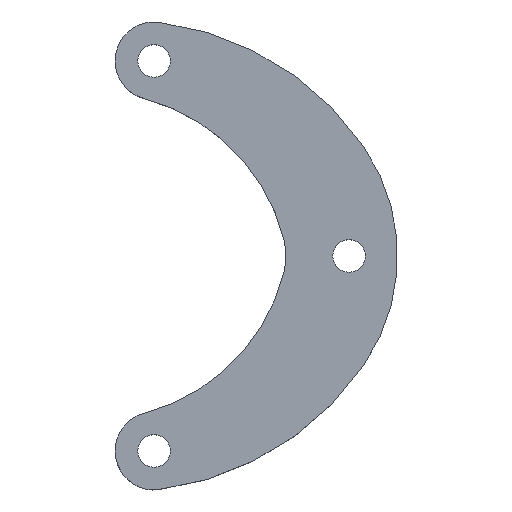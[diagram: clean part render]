
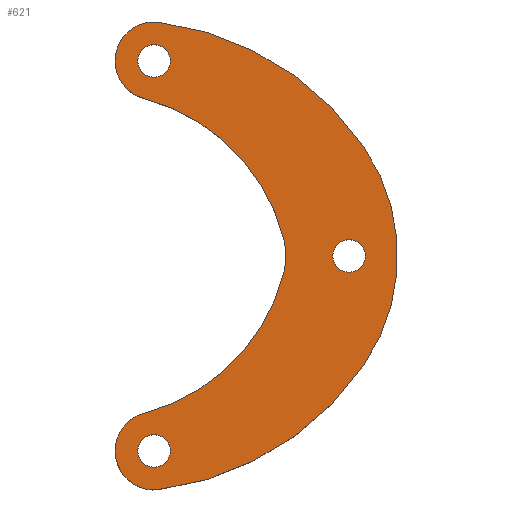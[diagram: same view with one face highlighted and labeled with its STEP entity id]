
A CAD part, top view. The second image highlights one B-rep face of the part: STEP entity #621.
In plain terms, the highlighted planar face has unit normal (0, 0, 1).
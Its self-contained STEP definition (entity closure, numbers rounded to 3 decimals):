
#3 = CARTESIAN_POINT ( 'NONE',  ( -99.214, 7.87, 222.5 ) ) ;
#18 = AXIS2_PLACEMENT_3D ( 'NONE', #639, #492, #278 ) ;
#25 = VERTEX_POINT ( 'NONE', #93 ) ;
#29 = AXIS2_PLACEMENT_3D ( 'NONE', #51, #53, #202 ) ;
#32 = VERTEX_POINT ( 'NONE', #582 ) ;
#39 = AXIS2_PLACEMENT_3D ( 'NONE', #360, #546, #449 ) ;
#45 = EDGE_CURVE ( 'NONE', #312, #199, #611, .T. ) ;
#46 = DIRECTION ( 'NONE',  ( 0., 0., 1. ) ) ;
#51 = CARTESIAN_POINT ( 'NONE',  ( -96.802, -32.78, 222.5 ) ) ;
#53 = DIRECTION ( 'NONE',  ( 0., 0., 1. ) ) ;
#55 = EDGE_LOOP ( 'NONE', ( #628, #482 ) ) ;
#58 = ORIENTED_EDGE ( 'NONE', *, *, #422, .T. ) ;
#63 = DIRECTION ( 'NONE',  ( 1., 0., 0. ) ) ;
#73 = CIRCLE ( 'NONE', #151, 6. ) ;
#74 = EDGE_CURVE ( 'NONE', #199, #117, #198, .T. ) ;
#93 = CARTESIAN_POINT ( 'NONE',  ( -64.567, 14.047, 222.5 ) ) ;
#95 = CARTESIAN_POINT ( 'NONE',  ( -105.911, 2.048, 222.5 ) ) ;
#97 = CARTESIAN_POINT ( 'NONE',  ( -86.502, -2.78, 222.5 ) ) ;
#108 = CARTESIAN_POINT ( 'NONE',  ( -66.802, -2.78, 222.5 ) ) ;
#112 = DIRECTION ( 'NONE',  ( 0., 0., 1. ) ) ;
#117 = VERTEX_POINT ( 'NONE', #402 ) ;
#121 = AXIS2_PLACEMENT_3D ( 'NONE', #95, #535, #289 ) ;
#124 = DIRECTION ( 'NONE',  ( 1., 0., 0. ) ) ;
#126 = ORIENTED_EDGE ( 'NONE', *, *, #531, .T. ) ;
#127 = CARTESIAN_POINT ( 'NONE',  ( -98.32, -26.975, 222.5 ) ) ;
#133 = VERTEX_POINT ( 'NONE', #412 ) ;
#136 = EDGE_CURVE ( 'NONE', #373, #624, #455, .T. ) ;
#151 = AXIS2_PLACEMENT_3D ( 'NONE', #274, #322, #124 ) ;
#152 = AXIS2_PLACEMENT_3D ( 'NONE', #396, #532, #440 ) ;
#166 = DIRECTION ( 'NONE',  ( -1., 0., 0. ) ) ;
#168 = CARTESIAN_POINT ( 'NONE',  ( -96.802, -32.78, 222.5 ) ) ;
#170 = AXIS2_PLACEMENT_3D ( 'NONE', #211, #112, #63 ) ;
#173 = CIRCLE ( 'NONE', #615, 45. ) ;
#178 = VERTEX_POINT ( 'NONE', #354 ) ;
#190 = AXIS2_PLACEMENT_3D ( 'NONE', #108, #196, #604 ) ;
#192 = DIRECTION ( 'NONE',  ( 0., 0., -1. ) ) ;
#196 = DIRECTION ( 'NONE',  ( 0., 0., 1. ) ) ;
#198 = CIRCLE ( 'NONE', #374, 10. ) ;
#199 = VERTEX_POINT ( 'NONE', #547 ) ;
#202 = DIRECTION ( 'NONE',  ( 1., 0., 0. ) ) ;
#208 = ORIENTED_EDGE ( 'NONE', *, *, #45, .T. ) ;
#211 = CARTESIAN_POINT ( 'NONE',  ( -96.802, -32.78, 222.5 ) ) ;
#224 = CIRCLE ( 'NONE', #152, 6. ) ;
#227 = DIRECTION ( 'NONE',  ( 1., 0., 0. ) ) ;
#228 = ORIENTED_EDGE ( 'NONE', *, *, #579, .T. ) ;
#229 = CARTESIAN_POINT ( 'NONE',  ( -96.802, 27.22, 222.5 ) ) ;
#234 = DIRECTION ( 'NONE',  ( 1., 0., 0. ) ) ;
#236 = EDGE_CURVE ( 'NONE', #304, #339, #73, .T. ) ;
#246 = CIRCLE ( 'NONE', #18, 6. ) ;
#247 = ORIENTED_EDGE ( 'NONE', *, *, #555, .F. ) ;
#253 = ORIENTED_EDGE ( 'NONE', *, *, #586, .F. ) ;
#254 = DIRECTION ( 'NONE',  ( 1., 0., 0. ) ) ;
#256 = EDGE_LOOP ( 'NONE', ( #512, #247 ) ) ;
#261 = FACE_BOUND ( 'NONE', #55, .T. ) ;
#263 = VERTEX_POINT ( 'NONE', #432 ) ;
#265 = CARTESIAN_POINT ( 'NONE',  ( -96.06, 33.174, 222.5 ) ) ;
#268 = CIRCLE ( 'NONE', #348, 29.663 ) ;
#274 = CARTESIAN_POINT ( 'NONE',  ( -96.802, 27.22, 222.5 ) ) ;
#275 = VERTEX_POINT ( 'NONE', #127 ) ;
#277 = VERTEX_POINT ( 'NONE', #617 ) ;
#278 = DIRECTION ( 'NONE',  ( 1., 0., 0. ) ) ;
#284 = EDGE_CURVE ( 'NONE', #25, #304, #631, .T. ) ;
#285 = AXIS2_PLACEMENT_3D ( 'NONE', #229, #46, #489 ) ;
#289 = DIRECTION ( 'NONE',  ( 1., 0., 0. ) ) ;
#293 = AXIS2_PLACEMENT_3D ( 'NONE', #168, #516, #619 ) ;
#298 = ORIENTED_EDGE ( 'NONE', *, *, #236, .T. ) ;
#302 = DIRECTION ( 'NONE',  ( 0., 0., 1. ) ) ;
#304 = VERTEX_POINT ( 'NONE', #265 ) ;
#306 = PLANE ( 'NONE',  #591 ) ;
#311 = CARTESIAN_POINT ( 'NONE',  ( -66.802, -2.78, 222.5 ) ) ;
#312 = VERTEX_POINT ( 'NONE', #372 ) ;
#315 = CIRCLE ( 'NONE', #121, 30. ) ;
#319 = DIRECTION ( 'NONE',  ( 0., 0., 1. ) ) ;
#322 = DIRECTION ( 'NONE',  ( 0., 0., 1. ) ) ;
#327 = CIRCLE ( 'NONE', #285, 2.5 ) ;
#329 = ORIENTED_EDGE ( 'NONE', *, *, #74, .T. ) ;
#335 = CARTESIAN_POINT ( 'NONE',  ( -105.911, -7.609, 222.5 ) ) ;
#338 = EDGE_CURVE ( 'NONE', #263, #25, #268, .T. ) ;
#339 = VERTEX_POINT ( 'NONE', #368 ) ;
#348 = AXIS2_PLACEMENT_3D ( 'NONE', #425, #467, #166 ) ;
#353 = EDGE_CURVE ( 'NONE', #178, #32, #545, .T. ) ;
#354 = CARTESIAN_POINT ( 'NONE',  ( -69.302, -2.78, 222.5 ) ) ;
#357 = EDGE_CURVE ( 'NONE', #624, #373, #436, .T. ) ;
#360 = CARTESIAN_POINT ( 'NONE',  ( -96.802, 27.22, 222.5 ) ) ;
#368 = CARTESIAN_POINT ( 'NONE',  ( -102.802, 27.22, 222.5 ) ) ;
#372 = CARTESIAN_POINT ( 'NONE',  ( -98.32, 21.415, 222.5 ) ) ;
#373 = VERTEX_POINT ( 'NONE', #472 ) ;
#374 = AXIS2_PLACEMENT_3D ( 'NONE', #97, #498, #488 ) ;
#378 = DIRECTION ( 'NONE',  ( 0., 0., 1. ) ) ;
#379 = ORIENTED_EDGE ( 'NONE', *, *, #338, .T. ) ;
#388 = CIRCLE ( 'NONE', #29, 6. ) ;
#396 = CARTESIAN_POINT ( 'NONE',  ( -96.802, -32.78, 222.5 ) ) ;
#402 = CARTESIAN_POINT ( 'NONE',  ( -76.798, -5.194, 222.5 ) ) ;
#403 = FACE_BOUND ( 'NONE', #256, .T. ) ;
#406 = EDGE_LOOP ( 'NONE', ( #413, #253 ) ) ;
#408 = CARTESIAN_POINT ( 'NONE',  ( -94.302, -32.78, 222.5 ) ) ;
#411 = FACE_BOUND ( 'NONE', #406, .T. ) ;
#412 = CARTESIAN_POINT ( 'NONE',  ( -94.302, 27.22, 222.5 ) ) ;
#413 = ORIENTED_EDGE ( 'NONE', *, *, #428, .F. ) ;
#419 = CIRCLE ( 'NONE', #39, 2.5 ) ;
#422 = EDGE_CURVE ( 'NONE', #339, #312, #246, .T. ) ;
#425 = CARTESIAN_POINT ( 'NONE',  ( -88.995, -2.78, 222.5 ) ) ;
#428 = EDGE_CURVE ( 'NONE', #277, #133, #327, .T. ) ;
#432 = CARTESIAN_POINT ( 'NONE',  ( -64.567, -19.607, 222.5 ) ) ;
#433 = EDGE_LOOP ( 'NONE', ( #556, #298, #58, #208, #329, #126, #228, #453, #457, #379 ) ) ;
#436 = CIRCLE ( 'NONE', #293, 2.5 ) ;
#440 = DIRECTION ( 'NONE',  ( 1., 0., 0. ) ) ;
#449 = DIRECTION ( 'NONE',  ( 1., 0., 0. ) ) ;
#453 = ORIENTED_EDGE ( 'NONE', *, *, #459, .T. ) ;
#454 = CARTESIAN_POINT ( 'NONE',  ( -102.802, -32.78, 222.5 ) ) ;
#455 = CIRCLE ( 'NONE', #170, 2.5 ) ;
#457 = ORIENTED_EDGE ( 'NONE', *, *, #504, .T. ) ;
#459 = EDGE_CURVE ( 'NONE', #567, #595, #224, .T. ) ;
#467 = DIRECTION ( 'NONE',  ( 0., 0., 1. ) ) ;
#472 = CARTESIAN_POINT ( 'NONE',  ( -99.302, -32.78, 222.5 ) ) ;
#481 = DIRECTION ( 'NONE',  ( 1., 0., 0. ) ) ;
#482 = ORIENTED_EDGE ( 'NONE', *, *, #357, .F. ) ;
#488 = DIRECTION ( 'NONE',  ( 1., 0., 0. ) ) ;
#489 = DIRECTION ( 'NONE',  ( 1., 0., 0. ) ) ;
#492 = DIRECTION ( 'NONE',  ( 0., 0., 1. ) ) ;
#498 = DIRECTION ( 'NONE',  ( 0., 0., -1. ) ) ;
#499 = FACE_OUTER_BOUND ( 'NONE', #433, .T. ) ;
#504 = EDGE_CURVE ( 'NONE', #595, #263, #173, .T. ) ;
#512 = ORIENTED_EDGE ( 'NONE', *, *, #353, .F. ) ;
#516 = DIRECTION ( 'NONE',  ( 0., 0., 1. ) ) ;
#517 = AXIS2_PLACEMENT_3D ( 'NONE', #311, #319, #481 ) ;
#519 = CIRCLE ( 'NONE', #190, 2.5 ) ;
#525 = CARTESIAN_POINT ( 'NONE',  ( -101.626, -11.481, 222.5 ) ) ;
#531 = EDGE_CURVE ( 'NONE', #117, #275, #315, .T. ) ;
#532 = DIRECTION ( 'NONE',  ( 0., 0., 1. ) ) ;
#535 = DIRECTION ( 'NONE',  ( 0., 0., -1. ) ) ;
#540 = DIRECTION ( 'NONE',  ( 0., 0., 1. ) ) ;
#545 = CIRCLE ( 'NONE', #517, 2.5 ) ;
#546 = DIRECTION ( 'NONE',  ( 0., 0., 1. ) ) ;
#547 = CARTESIAN_POINT ( 'NONE',  ( -76.798, -0.366, 222.5 ) ) ;
#555 = EDGE_CURVE ( 'NONE', #32, #178, #519, .T. ) ;
#556 = ORIENTED_EDGE ( 'NONE', *, *, #284, .T. ) ;
#558 = CARTESIAN_POINT ( 'NONE',  ( -96.06, -38.734, 222.5 ) ) ;
#559 = AXIS2_PLACEMENT_3D ( 'NONE', #525, #378, #227 ) ;
#567 = VERTEX_POINT ( 'NONE', #454 ) ;
#579 = EDGE_CURVE ( 'NONE', #275, #567, #388, .T. ) ;
#582 = CARTESIAN_POINT ( 'NONE',  ( -64.302, -2.78, 222.5 ) ) ;
#586 = EDGE_CURVE ( 'NONE', #133, #277, #419, .T. ) ;
#588 = DIRECTION ( 'NONE',  ( 1., 0., 0. ) ) ;
#590 = CARTESIAN_POINT ( 'NONE',  ( -101.626, 5.92, 222.5 ) ) ;
#591 = AXIS2_PLACEMENT_3D ( 'NONE', #3, #302, #254 ) ;
#595 = VERTEX_POINT ( 'NONE', #558 ) ;
#599 = AXIS2_PLACEMENT_3D ( 'NONE', #335, #192, #588 ) ;
#604 = DIRECTION ( 'NONE',  ( 1., 0., 0. ) ) ;
#611 = CIRCLE ( 'NONE', #599, 30. ) ;
#615 = AXIS2_PLACEMENT_3D ( 'NONE', #590, #540, #234 ) ;
#617 = CARTESIAN_POINT ( 'NONE',  ( -99.302, 27.22, 222.5 ) ) ;
#619 = DIRECTION ( 'NONE',  ( 1., 0., 0. ) ) ;
#621 = ADVANCED_FACE ( 'NONE', ( #403, #499, #411, #261 ), #306, .T. ) ;
#624 = VERTEX_POINT ( 'NONE', #408 ) ;
#628 = ORIENTED_EDGE ( 'NONE', *, *, #136, .F. ) ;
#631 = CIRCLE ( 'NONE', #559, 45. ) ;
#639 = CARTESIAN_POINT ( 'NONE',  ( -96.802, 27.22, 222.5 ) ) ;
